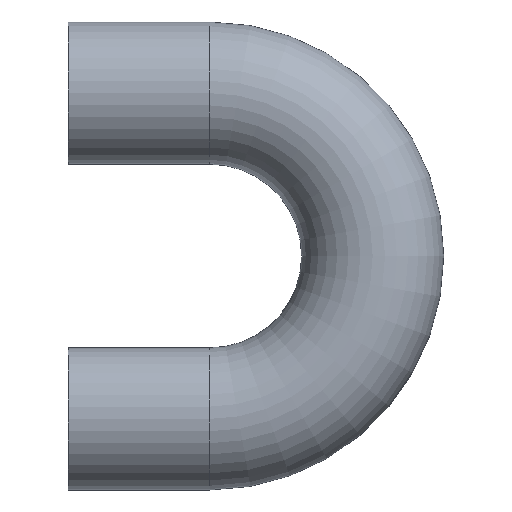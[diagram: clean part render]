
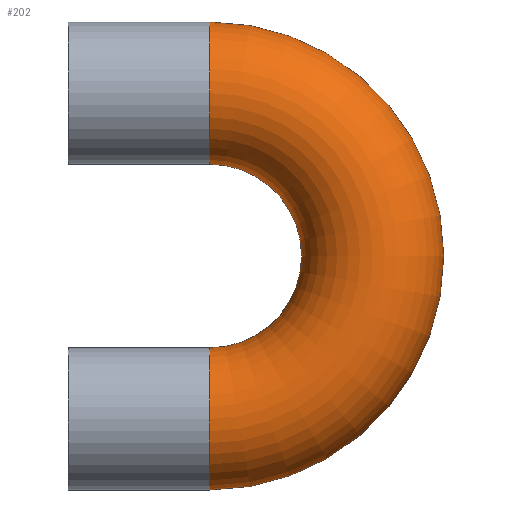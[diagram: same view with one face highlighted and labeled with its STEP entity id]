
A CAD part, left-side view. The second image highlights one B-rep face of the part: STEP entity #202.
In plain terms, the highlighted toroidal (fillet/blend) face has major radius 99.134 mm and minor radius 43.257 mm.
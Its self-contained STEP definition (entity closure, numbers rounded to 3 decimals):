
#25 = DIRECTION ( 'NONE',  ( 0., 0., 1. ) ) ;
#42 = EDGE_LOOP ( 'NONE', ( #97, #251, #297, #294 ) ) ;
#91 = VERTEX_POINT ( 'NONE', #119 ) ;
#94 = CIRCLE ( 'NONE', #124, 43.257 ) ;
#97 = ORIENTED_EDGE ( 'NONE', *, *, #391, .F. ) ;
#103 = AXIS2_PLACEMENT_3D ( 'NONE', #179, #313, #211 ) ;
#104 = DIRECTION ( 'NONE',  ( 0., 1., 0. ) ) ;
#119 = CARTESIAN_POINT ( 'NONE',  ( 0., -86.106, -241.526 ) ) ;
#124 = AXIS2_PLACEMENT_3D ( 'NONE', #147, #104, #25 ) ;
#137 = DIRECTION ( 'NONE',  ( 1., 0., 0. ) ) ;
#147 = CARTESIAN_POINT ( 'NONE',  ( 0., -86.106, 0. ) ) ;
#154 = CIRCLE ( 'NONE', #397, 43.257 ) ;
#159 = EDGE_CURVE ( 'NONE', #178, #231, #430, .T. ) ;
#161 = DIRECTION ( 'NONE',  ( 0., -1., 0. ) ) ;
#163 = VERTEX_POINT ( 'NONE', #393 ) ;
#178 = VERTEX_POINT ( 'NONE', #302 ) ;
#179 = CARTESIAN_POINT ( 'NONE',  ( 0., -86.106, -99.134 ) ) ;
#202 = ADVANCED_FACE ( 'NONE', ( #439 ), #235, .T. ) ;
#211 = DIRECTION ( 'NONE',  ( 0., 0., -1. ) ) ;
#227 = CARTESIAN_POINT ( 'NONE',  ( 0., -86.106, -198.269 ) ) ;
#231 = VERTEX_POINT ( 'NONE', #304 ) ;
#234 = DIRECTION ( 'NONE',  ( 0., 0., -1. ) ) ;
#235 = TOROIDAL_SURFACE ( 'NONE', #451, 99.134, 43.257 ) ;
#241 = CARTESIAN_POINT ( 'NONE',  ( 0., -86.106, -99.134 ) ) ;
#251 = ORIENTED_EDGE ( 'NONE', *, *, #383, .F. ) ;
#274 = CARTESIAN_POINT ( 'NONE',  ( 0., -86.106, -99.134 ) ) ;
#279 = EDGE_CURVE ( 'NONE', #231, #91, #154, .T. ) ;
#294 = ORIENTED_EDGE ( 'NONE', *, *, #279, .T. ) ;
#296 = DIRECTION ( 'NONE',  ( 1., 0., 0. ) ) ;
#297 = ORIENTED_EDGE ( 'NONE', *, *, #159, .T. ) ;
#302 = CARTESIAN_POINT ( 'NONE',  ( 0., -86.106, -43.257 ) ) ;
#304 = CARTESIAN_POINT ( 'NONE',  ( 0., -86.106, -155.011 ) ) ;
#308 = CIRCLE ( 'NONE', #103, 142.392 ) ;
#313 = DIRECTION ( 'NONE',  ( 1., 0., 0. ) ) ;
#372 = DIRECTION ( 'NONE',  ( 0., 0., -1. ) ) ;
#383 = EDGE_CURVE ( 'NONE', #178, #163, #94, .T. ) ;
#391 = EDGE_CURVE ( 'NONE', #163, #91, #308, .T. ) ;
#393 = CARTESIAN_POINT ( 'NONE',  ( 0., -86.106, 43.257 ) ) ;
#397 = AXIS2_PLACEMENT_3D ( 'NONE', #227, #161, #432 ) ;
#430 = CIRCLE ( 'NONE', #443, 55.877 ) ;
#432 = DIRECTION ( 'NONE',  ( 0., 0., -1. ) ) ;
#439 = FACE_OUTER_BOUND ( 'NONE', #42, .T. ) ;
#443 = AXIS2_PLACEMENT_3D ( 'NONE', #274, #296, #234 ) ;
#451 = AXIS2_PLACEMENT_3D ( 'NONE', #241, #137, #372 ) ;
